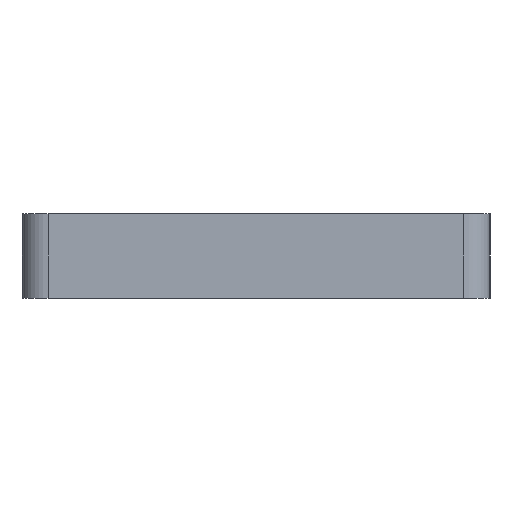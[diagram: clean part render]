
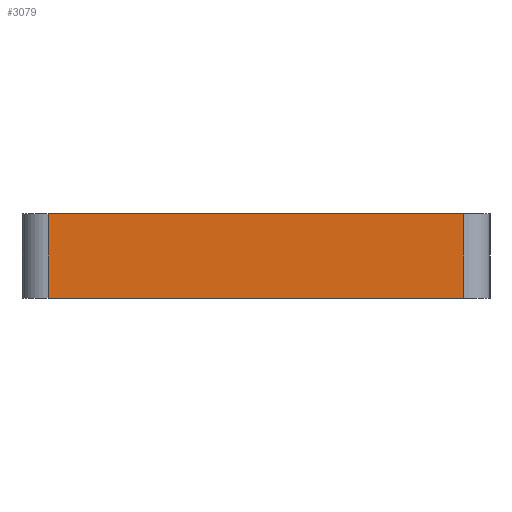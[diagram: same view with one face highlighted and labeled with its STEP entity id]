
A CAD part, left-side view. The second image highlights one B-rep face of the part: STEP entity #3079.
In plain terms, the highlighted planar face has unit normal (-1, 0, 0).
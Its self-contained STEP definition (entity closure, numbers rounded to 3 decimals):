
#242 = DIRECTION ( 'NONE',  ( 0., 0., -1. ) ) ;
#484 = PLANE ( 'NONE',  #3758 ) ;
#603 = ORIENTED_EDGE ( 'NONE', *, *, #6698, .T. ) ;
#1417 = DIRECTION ( 'NONE',  ( 0., -1., 0. ) ) ;
#2087 = DIRECTION ( 'NONE',  ( 0., 0., 1. ) ) ;
#2122 = EDGE_CURVE ( 'NONE', #11474, #4454, #5538, .T. ) ;
#2322 = LINE ( 'NONE', #2491, #8750 ) ;
#2410 = EDGE_LOOP ( 'NONE', ( #10540, #5821, #603, #9378 ) ) ;
#2491 = CARTESIAN_POINT ( 'NONE',  ( 0., 0., 0. ) ) ;
#3079 = ADVANCED_FACE ( 'NONE', ( #5025 ), #484, .F. ) ;
#3116 = LINE ( 'NONE', #6816, #3408 ) ;
#3237 = DIRECTION ( 'NONE',  ( 0., 0., -1. ) ) ;
#3401 = EDGE_CURVE ( 'NONE', #4454, #6382, #3116, .T. ) ;
#3408 = VECTOR ( 'NONE', #242, 1000. ) ;
#3601 = VECTOR ( 'NONE', #2087, 1000. ) ;
#3741 = CARTESIAN_POINT ( 'NONE',  ( 0., 36., 6.5 ) ) ;
#3758 = AXIS2_PLACEMENT_3D ( 'NONE', #11415, #4124, #3237 ) ;
#3835 = EDGE_CURVE ( 'NONE', #9439, #11474, #8472, .T. ) ;
#4124 = DIRECTION ( 'NONE',  ( 1., 0., 0. ) ) ;
#4454 = VERTEX_POINT ( 'NONE', #6237 ) ;
#4652 = CARTESIAN_POINT ( 'NONE',  ( 0., 2., 6.5 ) ) ;
#5025 = FACE_OUTER_BOUND ( 'NONE', #2410, .T. ) ;
#5538 = LINE ( 'NONE', #3741, #11690 ) ;
#5821 = ORIENTED_EDGE ( 'NONE', *, *, #3401, .T. ) ;
#6237 = CARTESIAN_POINT ( 'NONE',  ( 0., 34., 6.5 ) ) ;
#6339 = CARTESIAN_POINT ( 'NONE',  ( 0., 34., 0. ) ) ;
#6382 = VERTEX_POINT ( 'NONE', #6339 ) ;
#6698 = EDGE_CURVE ( 'NONE', #6382, #9439, #2322, .T. ) ;
#6816 = CARTESIAN_POINT ( 'NONE',  ( 0., 34., 4.5 ) ) ;
#7377 = CARTESIAN_POINT ( 'NONE',  ( 0., 2., 0. ) ) ;
#8401 = DIRECTION ( 'NONE',  ( 0., 1., 0. ) ) ;
#8472 = LINE ( 'NONE', #8531, #3601 ) ;
#8531 = CARTESIAN_POINT ( 'NONE',  ( 0., 2., 4.5 ) ) ;
#8750 = VECTOR ( 'NONE', #1417, 1000. ) ;
#9378 = ORIENTED_EDGE ( 'NONE', *, *, #3835, .T. ) ;
#9439 = VERTEX_POINT ( 'NONE', #7377 ) ;
#10540 = ORIENTED_EDGE ( 'NONE', *, *, #2122, .T. ) ;
#11415 = CARTESIAN_POINT ( 'NONE',  ( 0., 0., 4.5 ) ) ;
#11474 = VERTEX_POINT ( 'NONE', #4652 ) ;
#11690 = VECTOR ( 'NONE', #8401, 1000. ) ;
